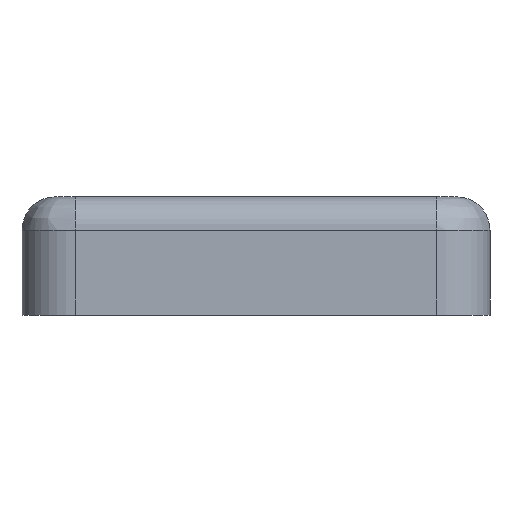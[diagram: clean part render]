
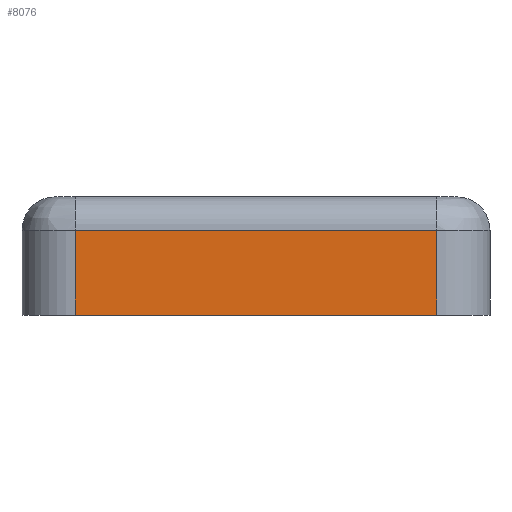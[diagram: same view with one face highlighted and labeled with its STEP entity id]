
A CAD part, front view. The second image highlights one B-rep face of the part: STEP entity #8076.
In plain terms, the highlighted planar face has unit normal (0, -1, 0).
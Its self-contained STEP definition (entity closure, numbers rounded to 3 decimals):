
#185=PLANE('',#8241);
#616=FACE_OUTER_BOUND('',#1063,.T.);
#1063=EDGE_LOOP('',(#7307,#7308,#7309,#7310));
#1605=LINE('',#16929,#2165);
#1624=LINE('',#16988,#2184);
#1625=LINE('',#16991,#2185);
#1626=LINE('',#16992,#2186);
#2165=VECTOR('',#9039,10.);
#2184=VECTOR('',#9100,10.);
#2185=VECTOR('',#9103,10.);
#2186=VECTOR('',#9104,10.);
#3622=VERTEX_POINT('',#16923);
#3623=VERTEX_POINT('',#16927);
#3633=VERTEX_POINT('',#16986);
#3634=VERTEX_POINT('',#16990);
#4838=EDGE_CURVE('',#3622,#3623,#1605,.T.);
#4863=EDGE_CURVE('',#3633,#3622,#1624,.T.);
#4864=EDGE_CURVE('',#3634,#3633,#1625,.T.);
#4865=EDGE_CURVE('',#3634,#3623,#1626,.T.);
#7307=ORIENTED_EDGE('',*,*,#4838,.F.);
#7308=ORIENTED_EDGE('',*,*,#4863,.F.);
#7309=ORIENTED_EDGE('',*,*,#4864,.F.);
#7310=ORIENTED_EDGE('',*,*,#4865,.T.);
#8076=ADVANCED_FACE('',(#616),#185,.T.);
#8241=AXIS2_PLACEMENT_3D('',#16989,#9101,#9102);
#9039=DIRECTION('',(1.,0.,0.));
#9100=DIRECTION('',(0.,0.,1.));
#9101=DIRECTION('center_axis',(0.,-1.,0.));
#9102=DIRECTION('ref_axis',(-1.,0.,0.));
#9103=DIRECTION('',(-1.,0.,0.));
#9104=DIRECTION('',(0.,0.,1.));
#16923=CARTESIAN_POINT('',(-27.,-67.,-2.));
#16927=CARTESIAN_POINT('',(27.,-67.,-2.));
#16929=CARTESIAN_POINT('',(13.5,-67.,-2.));
#16986=CARTESIAN_POINT('',(-27.,-67.,-14.7));
#16988=CARTESIAN_POINT('',(-27.,-67.,0.));
#16989=CARTESIAN_POINT('Origin',(27.,-67.,0.));
#16990=CARTESIAN_POINT('',(27.,-67.,-14.7));
#16991=CARTESIAN_POINT('',(27.,-67.,-14.7));
#16992=CARTESIAN_POINT('',(27.,-67.,0.));
